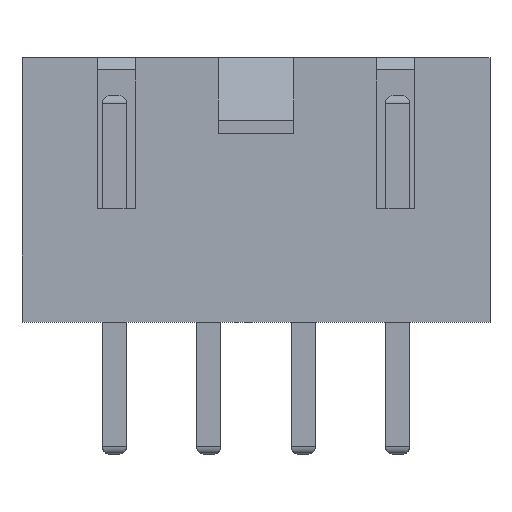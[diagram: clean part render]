
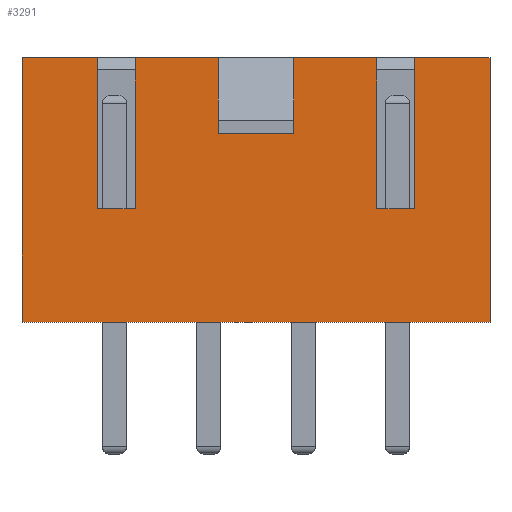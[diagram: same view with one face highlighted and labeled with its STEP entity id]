
A CAD part, front view. The second image highlights one B-rep face of the part: STEP entity #3291.
In plain terms, the highlighted planar face has unit normal (0, -1, 0).
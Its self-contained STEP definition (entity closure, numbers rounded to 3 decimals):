
#3271=AXIS2_PLACEMENT_3D('Plane Axis2P3D',#3268,#3269,#3270) ;
#57=CARTESIAN_POINT('Vertex',(4.2,-2.9,3.)) ;
#60=CARTESIAN_POINT('Line Origine',(4.2,-2.9,5.)) ;
#64=CARTESIAN_POINT('Vertex',(4.2,-2.9,7.)) ;
#85=CARTESIAN_POINT('Line Origine',(5.2,-2.9,7.)) ;
#89=CARTESIAN_POINT('Vertex',(6.2,-2.9,7.)) ;
#110=CARTESIAN_POINT('Vertex',(-6.2,-2.9,7.)) ;
#113=CARTESIAN_POINT('Line Origine',(-5.2,-2.9,7.)) ;
#117=CARTESIAN_POINT('Vertex',(-4.2,-2.9,7.)) ;
#224=CARTESIAN_POINT('Line Origine',(6.2,-2.9,3.5)) ;
#228=CARTESIAN_POINT('Vertex',(6.2,-2.9,0.)) ;
#292=CARTESIAN_POINT('Vertex',(-6.2,-2.9,0.)) ;
#295=CARTESIAN_POINT('Line Origine',(-6.2,-2.9,3.5)) ;
#314=CARTESIAN_POINT('Line Origine',(-4.2,-2.9,5.)) ;
#318=CARTESIAN_POINT('Vertex',(-4.2,-2.9,3.)) ;
#358=CARTESIAN_POINT('Line Origine',(0.,-2.9,0.)) ;
#528=CARTESIAN_POINT('Line Origine',(-3.7,-2.9,3.)) ;
#532=CARTESIAN_POINT('Vertex',(-3.2,-2.9,3.)) ;
#864=CARTESIAN_POINT('Line Origine',(-3.2,-2.9,5.)) ;
#868=CARTESIAN_POINT('Vertex',(-3.2,-2.9,7.)) ;
#905=CARTESIAN_POINT('Line Origine',(-2.1,-2.9,7.)) ;
#909=CARTESIAN_POINT('Vertex',(-1.,-2.9,7.)) ;
#916=CARTESIAN_POINT('Vertex',(1.,-2.9,7.)) ;
#919=CARTESIAN_POINT('Line Origine',(2.1,-2.9,7.)) ;
#923=CARTESIAN_POINT('Vertex',(3.2,-2.9,7.)) ;
#971=CARTESIAN_POINT('Line Origine',(3.2,-2.9,5.)) ;
#975=CARTESIAN_POINT('Vertex',(3.2,-2.9,3.)) ;
#2817=CARTESIAN_POINT('Vertex',(1.,-2.9,5.)) ;
#2820=CARTESIAN_POINT('Line Origine',(1.,-2.9,6.)) ;
#2846=CARTESIAN_POINT('Vertex',(-1.,-2.9,5.)) ;
#2849=CARTESIAN_POINT('Line Origine',(0.,-2.9,5.)) ;
#2866=CARTESIAN_POINT('Line Origine',(-1.,-2.9,6.)) ;
#3256=CARTESIAN_POINT('Line Origine',(3.7,-2.9,3.)) ;
#3268=CARTESIAN_POINT('Axis2P3D Location',(6.2,-2.9,0.)) ;
#61=DIRECTION('Vector Direction',(0.,0.,-1.)) ;
#86=DIRECTION('Vector Direction',(-1.,0.,0.)) ;
#114=DIRECTION('Vector Direction',(-1.,0.,0.)) ;
#225=DIRECTION('Vector Direction',(0.,0.,1.)) ;
#296=DIRECTION('Vector Direction',(0.,0.,1.)) ;
#315=DIRECTION('Vector Direction',(0.,0.,-1.)) ;
#359=DIRECTION('Vector Direction',(-1.,0.,0.)) ;
#529=DIRECTION('Vector Direction',(1.,0.,0.)) ;
#865=DIRECTION('Vector Direction',(0.,0.,1.)) ;
#906=DIRECTION('Vector Direction',(-1.,0.,0.)) ;
#920=DIRECTION('Vector Direction',(-1.,0.,0.)) ;
#972=DIRECTION('Vector Direction',(0.,0.,1.)) ;
#2821=DIRECTION('Vector Direction',(0.,0.,1.)) ;
#2850=DIRECTION('Vector Direction',(-1.,0.,0.)) ;
#2867=DIRECTION('Vector Direction',(0.,0.,-1.)) ;
#3257=DIRECTION('Vector Direction',(-1.,0.,0.)) ;
#3269=DIRECTION('Axis2P3D Direction',(0.,1.,-0.)) ;
#3270=DIRECTION('Axis2P3D XDirection',(-1.,0.,0.)) ;
#62=VECTOR('Line Direction',#61,1.) ;
#87=VECTOR('Line Direction',#86,1.) ;
#115=VECTOR('Line Direction',#114,1.) ;
#226=VECTOR('Line Direction',#225,1.) ;
#297=VECTOR('Line Direction',#296,1.) ;
#316=VECTOR('Line Direction',#315,1.) ;
#360=VECTOR('Line Direction',#359,1.) ;
#530=VECTOR('Line Direction',#529,1.) ;
#866=VECTOR('Line Direction',#865,1.) ;
#907=VECTOR('Line Direction',#906,1.) ;
#921=VECTOR('Line Direction',#920,1.) ;
#973=VECTOR('Line Direction',#972,1.) ;
#2822=VECTOR('Line Direction',#2821,1.) ;
#2851=VECTOR('Line Direction',#2850,1.) ;
#2868=VECTOR('Line Direction',#2867,1.) ;
#3258=VECTOR('Line Direction',#3257,1.) ;
#3274=ORIENTED_EDGE('',*,*,#66,.T.) ;
#3275=ORIENTED_EDGE('',*,*,#3260,.T.) ;
#3276=ORIENTED_EDGE('',*,*,#977,.T.) ;
#3277=ORIENTED_EDGE('',*,*,#925,.F.) ;
#3278=ORIENTED_EDGE('',*,*,#2824,.F.) ;
#3279=ORIENTED_EDGE('',*,*,#2853,.F.) ;
#3280=ORIENTED_EDGE('',*,*,#2870,.F.) ;
#3281=ORIENTED_EDGE('',*,*,#911,.F.) ;
#3282=ORIENTED_EDGE('',*,*,#870,.F.) ;
#3283=ORIENTED_EDGE('',*,*,#534,.F.) ;
#3284=ORIENTED_EDGE('',*,*,#320,.F.) ;
#3285=ORIENTED_EDGE('',*,*,#119,.F.) ;
#3286=ORIENTED_EDGE('',*,*,#299,.F.) ;
#3287=ORIENTED_EDGE('',*,*,#362,.T.) ;
#3288=ORIENTED_EDGE('',*,*,#230,.T.) ;
#3289=ORIENTED_EDGE('',*,*,#91,.F.) ;
#3291=ADVANCED_FACE('PartBody',(#3290),#3272,.F.) ;
#66=EDGE_CURVE('',#65,#58,#63,.T.) ;
#91=EDGE_CURVE('',#65,#90,#88,.F.) ;
#119=EDGE_CURVE('',#111,#118,#116,.F.) ;
#230=EDGE_CURVE('',#229,#90,#227,.T.) ;
#299=EDGE_CURVE('',#293,#111,#298,.T.) ;
#320=EDGE_CURVE('',#118,#319,#317,.T.) ;
#362=EDGE_CURVE('',#293,#229,#361,.F.) ;
#534=EDGE_CURVE('',#319,#533,#531,.T.) ;
#870=EDGE_CURVE('',#533,#869,#867,.T.) ;
#911=EDGE_CURVE('',#869,#910,#908,.F.) ;
#925=EDGE_CURVE('',#917,#924,#922,.F.) ;
#977=EDGE_CURVE('',#976,#924,#974,.T.) ;
#2824=EDGE_CURVE('',#2818,#917,#2823,.T.) ;
#2853=EDGE_CURVE('',#2847,#2818,#2852,.F.) ;
#2870=EDGE_CURVE('',#910,#2847,#2869,.T.) ;
#3260=EDGE_CURVE('',#58,#976,#3259,.T.) ;
#3273=EDGE_LOOP('',(#3274,#3275,#3276,#3277,#3278,#3279,#3280,#3281,#3282,#3283,#3284,#3285,#3286,#3287,#3288,#3289)) ;
#3290=FACE_OUTER_BOUND('',#3273,.T.) ;
#63=LINE('Line',#60,#62) ;
#88=LINE('Line',#85,#87) ;
#116=LINE('Line',#113,#115) ;
#227=LINE('Line',#224,#226) ;
#298=LINE('Line',#295,#297) ;
#317=LINE('Line',#314,#316) ;
#361=LINE('Line',#358,#360) ;
#531=LINE('Line',#528,#530) ;
#867=LINE('Line',#864,#866) ;
#908=LINE('Line',#905,#907) ;
#922=LINE('Line',#919,#921) ;
#974=LINE('Line',#971,#973) ;
#2823=LINE('Line',#2820,#2822) ;
#2852=LINE('Line',#2849,#2851) ;
#2869=LINE('Line',#2866,#2868) ;
#3259=LINE('Line',#3256,#3258) ;
#3272=PLANE('',#3271) ;
#58=VERTEX_POINT('',#57) ;
#65=VERTEX_POINT('',#64) ;
#90=VERTEX_POINT('',#89) ;
#111=VERTEX_POINT('',#110) ;
#118=VERTEX_POINT('',#117) ;
#229=VERTEX_POINT('',#228) ;
#293=VERTEX_POINT('',#292) ;
#319=VERTEX_POINT('',#318) ;
#533=VERTEX_POINT('',#532) ;
#869=VERTEX_POINT('',#868) ;
#910=VERTEX_POINT('',#909) ;
#917=VERTEX_POINT('',#916) ;
#924=VERTEX_POINT('',#923) ;
#976=VERTEX_POINT('',#975) ;
#2818=VERTEX_POINT('',#2817) ;
#2847=VERTEX_POINT('',#2846) ;
